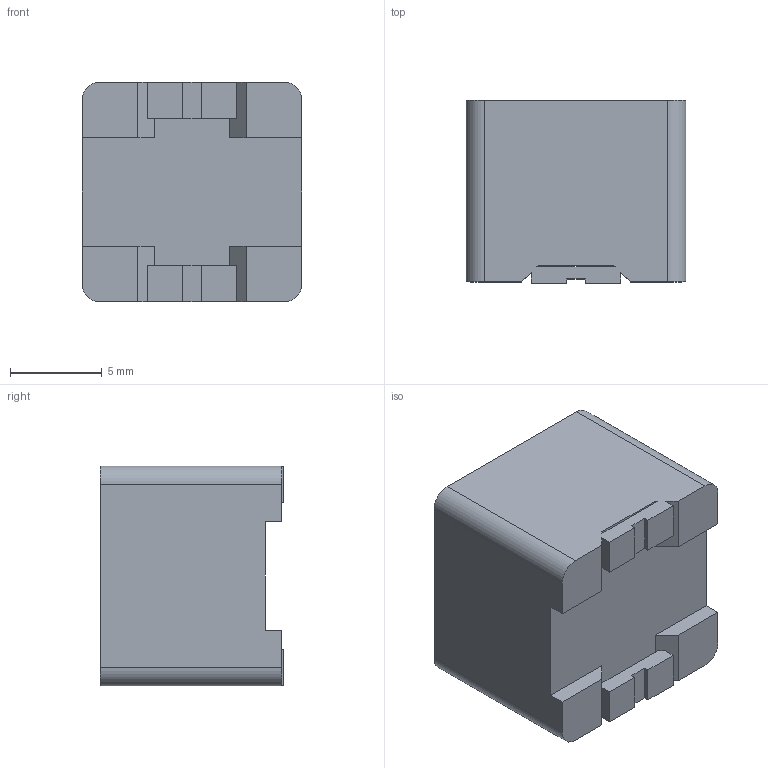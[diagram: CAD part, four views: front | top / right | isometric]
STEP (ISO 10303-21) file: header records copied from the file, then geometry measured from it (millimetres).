
FILE_DESCRIPTION((''),'2;1');
FILE_NAME('SRR1210','2012-07-12T',('ryans'),('Bourns, Inc.'),'PRO/ENGINEER BY PARAMETRIC TECHNOLOGY CORPORATION, 2010100','PRO/ENGINEER BY PARAMETRIC TECHNOLOGY CORPORATION, 2010100','');
FILE_SCHEMA(('CONFIG_CONTROL_DESIGN'));
Length unit declared in the file: millimetre
Products named in the file (1): SRR1210
Bounding box: 12 x 10 x 12 mm (x, y, z)
Volume: 1278.5 mm3; surface area: 941.8 mm2
Topology: 1 solids, 1 shells, 58 faces, 166 edges, 110 vertices
Faces by surface type: plane 38, cylinder 14, torus 4, cone 2
Entity records: 1982 total; most frequent: CARTESIAN_POINT 398, ORIENTED_EDGE 332, DIRECTION 308, EDGE_CURVE 166, VECTOR 124, LINE 124, VERTEX_POINT 110, AXIS2_PLACEMENT_3D 92
